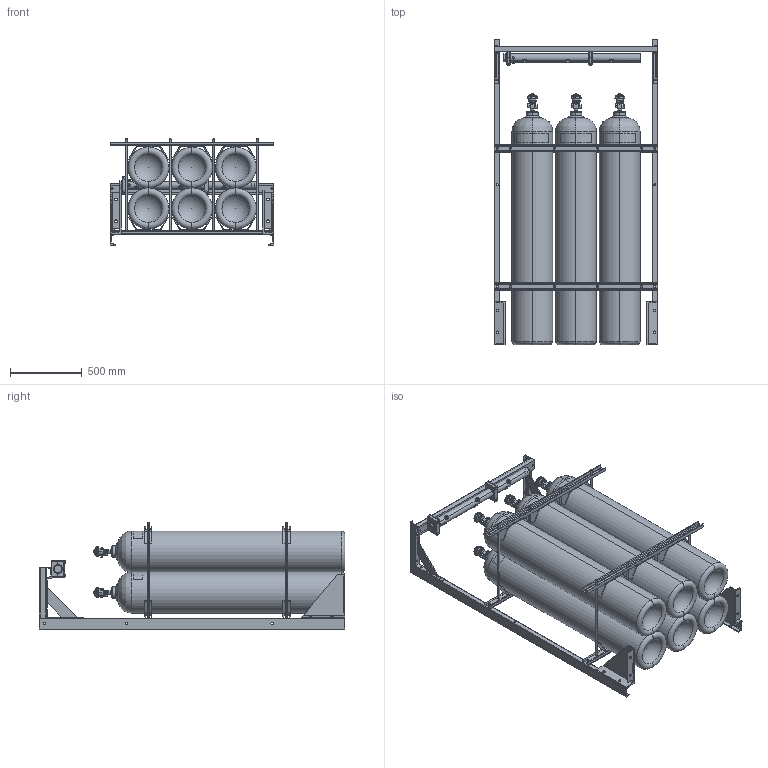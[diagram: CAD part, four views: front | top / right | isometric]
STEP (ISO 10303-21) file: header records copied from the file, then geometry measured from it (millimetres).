
FILE_DESCRIPTION (( 'STEP AP214' ), '1' );
FILE_NAME ('Cylinder Storage Rack, 80L, Structural, Red Painted (6 cylinder 3x2) Six Cylinders.STEP', '2020-05-04T14:23:31', ( '' ), ( '' ), 'SwSTEP 2.0', 'SolidWorks 2019', '' );
FILE_SCHEMA (( 'AUTOMOTIVE_DESIGN' ));
Length unit declared in the file: inch
Products named in the file (34): Cylinder Storage Rack, 80L, Structural, Red Painted (6 cylinder 3x2) Six Cylinders.stp; P-000-950-085.stp; 470B0019_PLATE.stp; 5342^V-000-950-101.stp; V_MULLER_470B0019.stp; P-000-950-058.stp; P-000-950-111 (-02).stp; P-000-950-057.stp; V-000-950-101.stp; P-000-950-081.stp; PLUG_HEX HD_0.250 NPT M_CL 3000_ALY STL_GALV.stp; 11BC615P_CYLINDER.stp; P-000-950-094.stp; P-000-950-096.stp; P-000-950-088.stp; CLAMP_MCMASTER-CARR_3015T315.stp; P-000-950-092.stp; PLUG_HEX HD_1.500 NPT M_CL 3000_ALY STL_GALV.stp; 470B0019_HEX NUT.stp; 470B0019_HANDLE.stp; P-000-950-110(-02).stp; P-000-950-083.stp; Cylinder Storage Rack, 80L, Structural, Red Painted (6 cylinder 3x2) Six Cylinders; 470B0019_HOUSING.stp
Assembly tree (78 placements, depth 5):
  Cylinder Storage Rack, 80L, Structural, Red Painted (6 cylinder 3x2) Six Cylinders
    Cylinder Storage Rack, 80L, Structural, Red Painted (6 cylinder 3x2) Six Cylinders.stp
      P-000-950-094.stp
        CLAMP_MCMASTER-CARR_3015T315.stp  x2
        P-000-950-092.stp
      V-000-950-101.stp
        V_MULLER_470B0019.stp
          470B0019_HOUSING.stp
          470B0019_PLATE.stp
          470B0019_HANDLE.stp
          470B0019_HEX NUT.stp
        11BC615P_CYLINDER.stp
        5342^V-000-950-101.stp
      V-000-950-101.stp
        V_MULLER_470B0019.stp
          470B0019_HOUSING.stp
          470B0019_PLATE.stp
          470B0019_HANDLE.stp
          470B0019_HEX NUT.stp
        11BC615P_CYLINDER.stp
        5342^V-000-950-101.stp
      V-000-950-101.stp
        V_MULLER_470B0019.stp
          470B0019_HOUSING.stp
          470B0019_PLATE.stp
          470B0019_HANDLE.stp
          470B0019_HEX NUT.stp
        11BC615P_CYLINDER.stp
        5342^V-000-950-101.stp
      V-000-950-101.stp
        V_MULLER_470B0019.stp
          470B0019_HOUSING.stp
          470B0019_PLATE.stp
          470B0019_HANDLE.stp
          470B0019_HEX NUT.stp
        11BC615P_CYLINDER.stp
        5342^V-000-950-101.stp
      V-000-950-101.stp
        V_MULLER_470B0019.stp
          470B0019_HOUSING.stp
          470B0019_PLATE.stp
          470B0019_HANDLE.stp
          470B0019_HEX NUT.stp
        11BC615P_CYLINDER.stp
        5342^V-000-950-101.stp
      V-000-950-101.stp
        V_MULLER_470B0019.stp
          470B0019_HOUSING.stp
          470B0019_PLATE.stp
          470B0019_HANDLE.stp
          470B0019_HEX NUT.stp
        11BC615P_CYLINDER.stp
        5342^V-000-950-101.stp
      P-000-950-111 (-02).stp
        PLUG_HEX HD_1.500 NPT M_CL 3000_ALY STL_GALV.stp
        PLUG_HEX HD_0.250 NPT M_CL 3000_ALY STL_GALV.stp  x2
        P-000-950-110(-02).stp
      P-000-950-081.stp  x2
      P-000-950-096.stp  x4
      P-000-950-083.stp  x2
Bounding box: 1143.25 x 2133.6 x 739.77 mm (x, y, z)
Volume: 94707810.9 mm3; surface area: 22489062.4 mm2
Topology: 101 solids, 101 shells, 3589 faces, 8882 edges, 5624 vertices
Faces by surface type: plane 1277, cylinder 944, cone 624, bspline 510, torus 198, sphere 36
Entity records: 44771 total; most frequent: CARTESIAN_POINT 21832, ORIENTED_EDGE 4514, DIRECTION 4402, EDGE_CURVE 2257, AXIS2_PLACEMENT_3D 1722, VERTEX_POINT 1442, EDGE_LOOP 1071, VECTOR 958
